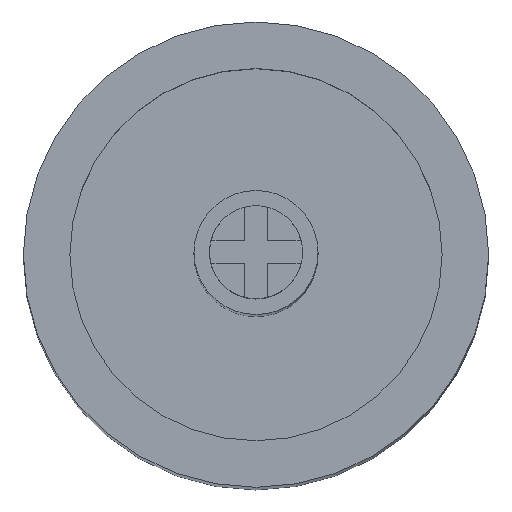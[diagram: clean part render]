
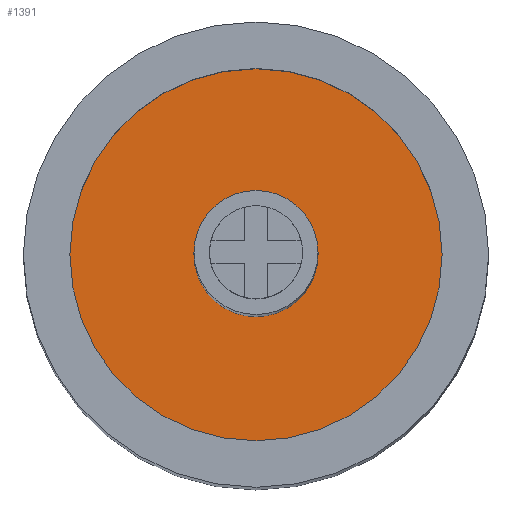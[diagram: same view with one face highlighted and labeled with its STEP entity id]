
A CAD part, top view. The second image highlights one B-rep face of the part: STEP entity #1391.
In plain terms, the highlighted planar face has unit normal (0, 0, 1).
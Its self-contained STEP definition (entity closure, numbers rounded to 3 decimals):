
#1325 = CYLINDRICAL_SURFACE('',#1326,12.);
#1326 = AXIS2_PLACEMENT_3D('',#1327,#1328,#1329);
#1327 = CARTESIAN_POINT('',(0.,0.,100.));
#1328 = DIRECTION('',(0.,0.,1.));
#1329 = DIRECTION('',(1.,0.,0.));
#1341 = VERTEX_POINT('',#1342);
#1342 = CARTESIAN_POINT('',(12.,0.,90.));
#1363 = EDGE_CURVE('',#1341,#1341,#1364,.T.);
#1364 = SURFACE_CURVE('',#1365,(#1370,#1377),.PCURVE_S1.);
#1365 = CIRCLE('',#1366,12.);
#1366 = AXIS2_PLACEMENT_3D('',#1367,#1368,#1369);
#1367 = CARTESIAN_POINT('',(0.,0.,90.));
#1368 = DIRECTION('',(0.,0.,1.));
#1369 = DIRECTION('',(1.,0.,0.));
#1370 = PCURVE('',#1325,#1371);
#1371 = DEFINITIONAL_REPRESENTATION('',(#1372),#1376);
#1372 = LINE('',#1373,#1374);
#1373 = CARTESIAN_POINT('',(0.,-10.));
#1374 = VECTOR('',#1375,1.);
#1375 = DIRECTION('',(1.,0.));
#1376 = ( GEOMETRIC_REPRESENTATION_CONTEXT(2) 
PARAMETRIC_REPRESENTATION_CONTEXT() REPRESENTATION_CONTEXT('2D SPACE',''
  ) );
#1377 = PCURVE('',#1378,#1383);
#1378 = PLANE('',#1379);
#1379 = AXIS2_PLACEMENT_3D('',#1380,#1381,#1382);
#1380 = CARTESIAN_POINT('',(0.,0.,90.)
  );
#1381 = DIRECTION('',(0.,0.,1.));
#1382 = DIRECTION('',(1.,0.,-0.));
#1383 = DEFINITIONAL_REPRESENTATION('',(#1384),#1388);
#1384 = CIRCLE('',#1385,12.);
#1385 = AXIS2_PLACEMENT_2D('',#1386,#1387);
#1386 = CARTESIAN_POINT('',(0.,0.));
#1387 = DIRECTION('',(1.,0.));
#1388 = ( GEOMETRIC_REPRESENTATION_CONTEXT(2) 
PARAMETRIC_REPRESENTATION_CONTEXT() REPRESENTATION_CONTEXT('2D SPACE',''
  ) );
#1391 = ADVANCED_FACE('',(#1392),#1378,.T.);
#1392 = FACE_BOUND('',#1393,.T.);
#1393 = EDGE_LOOP('',(#1394));
#1394 = ORIENTED_EDGE('',*,*,#1363,.T.);
